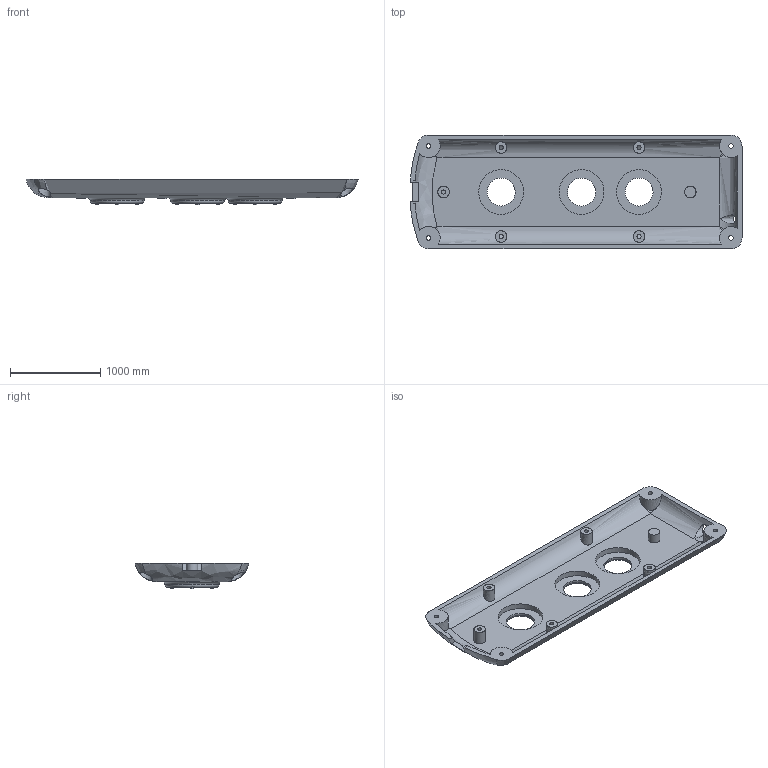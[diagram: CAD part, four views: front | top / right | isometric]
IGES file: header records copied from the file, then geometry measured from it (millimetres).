
Global section: file name: Gehäuse_oben,; native system: AutoCAD Utility Design 2015 - English; preprocessor: Autodesk Translation Framework DWG producer (atf_dwg_producer); organization: unknown; date: 20190116.170409; units: inch
Bounding box: 3669.19 x 1259.74 x 279.4 mm (x, y, z)
Volume: 277100113.7 mm3; surface area: 11463840.7 mm2
Topology: 19 solids, 19 shells, 182 faces, 414 edges, 292 vertices
Faces by surface type: bspline 182
